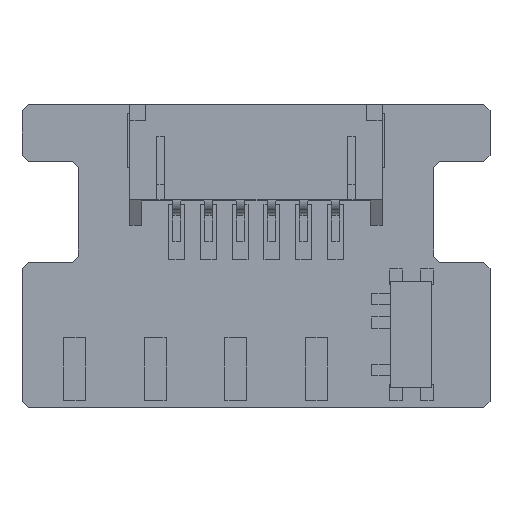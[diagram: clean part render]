
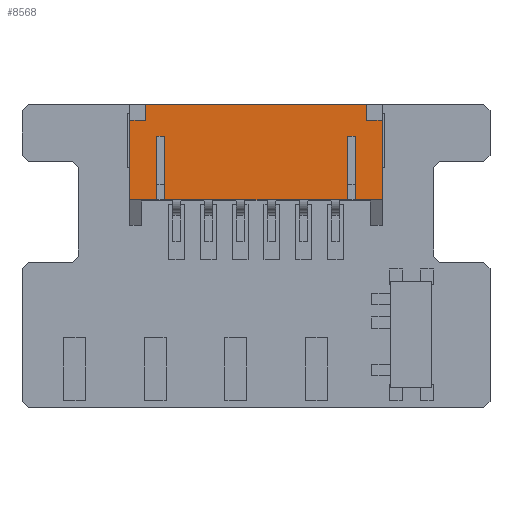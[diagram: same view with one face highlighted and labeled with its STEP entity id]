
A CAD part, top view. The second image highlights one B-rep face of the part: STEP entity #8568.
In plain terms, the highlighted planar face has unit normal (0, 0, 1).
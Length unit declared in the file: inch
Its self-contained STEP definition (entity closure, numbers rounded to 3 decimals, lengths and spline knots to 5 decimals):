
#310 = LINE ( 'NONE', #14811, #9860 ) ;
#454 = CARTESIAN_POINT ( 'NONE',  ( -0.27362, 0.50563, 0.27953 ) ) ;
#493 = PLANE ( 'NONE',  #10078 ) ;
#668 = ORIENTED_EDGE ( 'NONE', *, *, #9508, .F. ) ;
#724 = DIRECTION ( 'NONE',  ( 0., -1., 0. ) ) ;
#833 = ORIENTED_EDGE ( 'NONE', *, *, #13347, .F. ) ;
#838 = VECTOR ( 'NONE', #13608, 39.37008 ) ;
#932 = VERTEX_POINT ( 'NONE', #4060 ) ;
#996 = EDGE_CURVE ( 'NONE', #7471, #3478, #12758, .T. ) ;
#1228 = CARTESIAN_POINT ( 'NONE',  ( -0.22638, 0.30878, 0.27953 ) ) ;
#1393 = EDGE_CURVE ( 'NONE', #1598, #7471, #4565, .T. ) ;
#1415 = LINE ( 'NONE', #13729, #5936 ) ;
#1431 = VERTEX_POINT ( 'NONE', #3506 ) ;
#1505 = VERTEX_POINT ( 'NONE', #8647 ) ;
#1598 = VERTEX_POINT ( 'NONE', #3894 ) ;
#1625 = VECTOR ( 'NONE', #5311, 39.37008 ) ;
#1730 = CARTESIAN_POINT ( 'NONE',  ( -0.24606, 0.46626, 0.27953 ) ) ;
#1763 = LINE ( 'NONE', #9164, #13962 ) ;
#1810 = DIRECTION ( 'NONE',  ( 1., 0., 0. ) ) ;
#1878 = VERTEX_POINT ( 'NONE', #8256 ) ;
#2039 = ORIENTED_EDGE ( 'NONE', *, *, #15051, .T. ) ;
#2112 = DIRECTION ( 'NONE',  ( 0., 1., 0. ) ) ;
#2357 = VERTEX_POINT ( 'NONE', #1228 ) ;
#2480 = CARTESIAN_POINT ( 'NONE',  ( -0.22638, 0.46626, 0.27953 ) ) ;
#2496 = LINE ( 'NONE', #7397, #10823 ) ;
#2661 = LINE ( 'NONE', #6592, #838 ) ;
#2759 = EDGE_CURVE ( 'NONE', #1878, #4127, #2496, .T. ) ;
#2994 = ORIENTED_EDGE ( 'NONE', *, *, #996, .T. ) ;
#3089 = ORIENTED_EDGE ( 'NONE', *, *, #1393, .T. ) ;
#3195 = DIRECTION ( 'NONE',  ( 0., 1., 0. ) ) ;
#3416 = CARTESIAN_POINT ( 'NONE',  ( 0.27362, 0.50563, 0.27953 ) ) ;
#3432 = EDGE_CURVE ( 'NONE', #3478, #2357, #310, .T. ) ;
#3478 = VERTEX_POINT ( 'NONE', #2480 ) ;
#3506 = CARTESIAN_POINT ( 'NONE',  ( 0.24606, 0.30878, 0.27953 ) ) ;
#3706 = CARTESIAN_POINT ( 'NONE',  ( -0.31299, 0.545, 0.27953 ) ) ;
#3894 = CARTESIAN_POINT ( 'NONE',  ( -0.24606, 0.30878, 0.27953 ) ) ;
#3957 = CARTESIAN_POINT ( 'NONE',  ( 0.31299, 0.30878, 0.27953 ) ) ;
#4060 = CARTESIAN_POINT ( 'NONE',  ( 0.24606, 0.46626, 0.27953 ) ) ;
#4127 = VERTEX_POINT ( 'NONE', #3416 ) ;
#4194 = CARTESIAN_POINT ( 'NONE',  ( 0.31299, 0.545, 0.27953 ) ) ;
#4268 = DIRECTION ( 'NONE',  ( -1., 0., 0. ) ) ;
#4334 = LINE ( 'NONE', #10539, #11906 ) ;
#4380 = DIRECTION ( 'NONE',  ( 0., -1., 0. ) ) ;
#4399 = CARTESIAN_POINT ( 'NONE',  ( -0.24606, 0.30878, 0.27953 ) ) ;
#4565 = LINE ( 'NONE', #4399, #15489 ) ;
#5128 = VECTOR ( 'NONE', #7663, 39.37008 ) ;
#5263 = ORIENTED_EDGE ( 'NONE', *, *, #10110, .F. ) ;
#5311 = DIRECTION ( 'NONE',  ( 1., 0., 0. ) ) ;
#5462 = ORIENTED_EDGE ( 'NONE', *, *, #13686, .T. ) ;
#5495 = LINE ( 'NONE', #13135, #13860 ) ;
#5936 = VECTOR ( 'NONE', #7602, 39.37008 ) ;
#6015 = EDGE_CURVE ( 'NONE', #7746, #1505, #10234, .T. ) ;
#6129 = DIRECTION ( 'NONE',  ( -1., 0., 0. ) ) ;
#6377 = LINE ( 'NONE', #11286, #5128 ) ;
#6400 = EDGE_CURVE ( 'NONE', #14515, #2357, #1415, .T. ) ;
#6437 = ORIENTED_EDGE ( 'NONE', *, *, #6400, .F. ) ;
#6447 = CARTESIAN_POINT ( 'NONE',  ( -0.27362, 0.50563, 0.27953 ) ) ;
#6511 = VECTOR ( 'NONE', #6129, 39.37008 ) ;
#6521 = LINE ( 'NONE', #11427, #1625 ) ;
#6580 = CARTESIAN_POINT ( 'NONE',  ( 0.31299, 0.30878, 0.27953 ) ) ;
#6592 = CARTESIAN_POINT ( 'NONE',  ( 0.31299, 0.545, 0.27953 ) ) ;
#6676 = ORIENTED_EDGE ( 'NONE', *, *, #10152, .T. ) ;
#6686 = DIRECTION ( 'NONE',  ( -1., 0., 0. ) ) ;
#6937 = ORIENTED_EDGE ( 'NONE', *, *, #10043, .F. ) ;
#6999 = DIRECTION ( 'NONE',  ( -1., 0., 0. ) ) ;
#7038 = CARTESIAN_POINT ( 'NONE',  ( 0.22638, 0.30878, 0.27953 ) ) ;
#7167 = CARTESIAN_POINT ( 'NONE',  ( 0.31299, 0.50563, 0.27953 ) ) ;
#7397 = CARTESIAN_POINT ( 'NONE',  ( 0.27362, 0.50563, 0.27953 ) ) ;
#7471 = VERTEX_POINT ( 'NONE', #9273 ) ;
#7492 = EDGE_CURVE ( 'NONE', #1598, #8807, #7718, .T. ) ;
#7602 = DIRECTION ( 'NONE',  ( -1., 0., 0. ) ) ;
#7622 = DIRECTION ( 'NONE',  ( 0., -1., 0. ) ) ;
#7659 = ORIENTED_EDGE ( 'NONE', *, *, #13850, .F. ) ;
#7663 = DIRECTION ( 'NONE',  ( -1., 0., 0. ) ) ;
#7718 = LINE ( 'NONE', #13379, #6511 ) ;
#7746 = VERTEX_POINT ( 'NONE', #454 ) ;
#7972 = VECTOR ( 'NONE', #12324, 39.37008 ) ;
#8032 = VECTOR ( 'NONE', #14023, 39.37008 ) ;
#8256 = CARTESIAN_POINT ( 'NONE',  ( 0.27362, 0.545, 0.27953 ) ) ;
#8524 = VECTOR ( 'NONE', #1810, 39.37008 ) ;
#8561 = VERTEX_POINT ( 'NONE', #15560 ) ;
#8568 = ADVANCED_FACE ( 'NONE', ( #11515 ), #493, .F. ) ;
#8647 = CARTESIAN_POINT ( 'NONE',  ( -0.31299, 0.50563, 0.27953 ) ) ;
#8777 = ORIENTED_EDGE ( 'NONE', *, *, #3432, .T. ) ;
#8807 = VERTEX_POINT ( 'NONE', #13841 ) ;
#9100 = DIRECTION ( 'NONE',  ( 0., 0., -1. ) ) ;
#9164 = CARTESIAN_POINT ( 'NONE',  ( -0.27362, 0.50563, 0.27953 ) ) ;
#9273 = CARTESIAN_POINT ( 'NONE',  ( -0.24606, 0.46626, 0.27953 ) ) ;
#9508 = EDGE_CURVE ( 'NONE', #15638, #1431, #15249, .T. ) ;
#9596 = LINE ( 'NONE', #3706, #7972 ) ;
#9860 = VECTOR ( 'NONE', #7622, 39.37008 ) ;
#9959 = EDGE_CURVE ( 'NONE', #13960, #15638, #2661, .T. ) ;
#10043 = EDGE_CURVE ( 'NONE', #4127, #13960, #6521, .T. ) ;
#10078 = AXIS2_PLACEMENT_3D ( 'NONE', #4194, #9100, #6686 ) ;
#10110 = EDGE_CURVE ( 'NONE', #932, #8561, #4334, .T. ) ;
#10152 = EDGE_CURVE ( 'NONE', #15160, #7746, #1763, .T. ) ;
#10234 = LINE ( 'NONE', #6447, #11054 ) ;
#10539 = CARTESIAN_POINT ( 'NONE',  ( 0.24606, 0.46626, 0.27953 ) ) ;
#10823 = VECTOR ( 'NONE', #12313, 39.37008 ) ;
#10851 = EDGE_LOOP ( 'NONE', ( #3089, #2994, #8777, #6437, #833, #5263, #7659, #668, #14077, #6937, #12254, #5462, #6676, #13677, #2039, #15356 ) ) ;
#11054 = VECTOR ( 'NONE', #4268, 39.37008 ) ;
#11286 = CARTESIAN_POINT ( 'NONE',  ( 0.31299, 0.545, 0.27953 ) ) ;
#11427 = CARTESIAN_POINT ( 'NONE',  ( 0.27362, 0.50563, 0.27953 ) ) ;
#11435 = CARTESIAN_POINT ( 'NONE',  ( -0.27362, 0.545, 0.27953 ) ) ;
#11515 = FACE_OUTER_BOUND ( 'NONE', #10851, .T. ) ;
#11906 = VECTOR ( 'NONE', #6999, 39.37008 ) ;
#12254 = ORIENTED_EDGE ( 'NONE', *, *, #2759, .F. ) ;
#12313 = DIRECTION ( 'NONE',  ( 0., -1., 0. ) ) ;
#12324 = DIRECTION ( 'NONE',  ( 0., -1., 0. ) ) ;
#12758 = LINE ( 'NONE', #1730, #8524 ) ;
#12782 = CARTESIAN_POINT ( 'NONE',  ( 0.22638, 0.30878, 0.27953 ) ) ;
#13030 = VECTOR ( 'NONE', #4380, 39.37008 ) ;
#13135 = CARTESIAN_POINT ( 'NONE',  ( 0.24606, 0.30878, 0.27953 ) ) ;
#13347 = EDGE_CURVE ( 'NONE', #8561, #14515, #14362, .T. ) ;
#13379 = CARTESIAN_POINT ( 'NONE',  ( 0.31299, 0.30878, 0.27953 ) ) ;
#13608 = DIRECTION ( 'NONE',  ( 0., -1., 0. ) ) ;
#13677 = ORIENTED_EDGE ( 'NONE', *, *, #6015, .T. ) ;
#13686 = EDGE_CURVE ( 'NONE', #1878, #15160, #6377, .T. ) ;
#13729 = CARTESIAN_POINT ( 'NONE',  ( 0.31299, 0.30878, 0.27953 ) ) ;
#13841 = CARTESIAN_POINT ( 'NONE',  ( -0.31299, 0.30878, 0.27953 ) ) ;
#13850 = EDGE_CURVE ( 'NONE', #1431, #932, #5495, .T. ) ;
#13860 = VECTOR ( 'NONE', #2112, 39.37008 ) ;
#13960 = VERTEX_POINT ( 'NONE', #7167 ) ;
#13962 = VECTOR ( 'NONE', #724, 39.37008 ) ;
#14023 = DIRECTION ( 'NONE',  ( -1., 0., 0. ) ) ;
#14077 = ORIENTED_EDGE ( 'NONE', *, *, #9959, .F. ) ;
#14362 = LINE ( 'NONE', #7038, #13030 ) ;
#14515 = VERTEX_POINT ( 'NONE', #12782 ) ;
#14811 = CARTESIAN_POINT ( 'NONE',  ( -0.22638, 0.30878, 0.27953 ) ) ;
#15051 = EDGE_CURVE ( 'NONE', #1505, #8807, #9596, .T. ) ;
#15160 = VERTEX_POINT ( 'NONE', #11435 ) ;
#15249 = LINE ( 'NONE', #3957, #8032 ) ;
#15356 = ORIENTED_EDGE ( 'NONE', *, *, #7492, .F. ) ;
#15489 = VECTOR ( 'NONE', #3195, 39.37008 ) ;
#15560 = CARTESIAN_POINT ( 'NONE',  ( 0.22638, 0.46626, 0.27953 ) ) ;
#15638 = VERTEX_POINT ( 'NONE', #6580 ) ;
